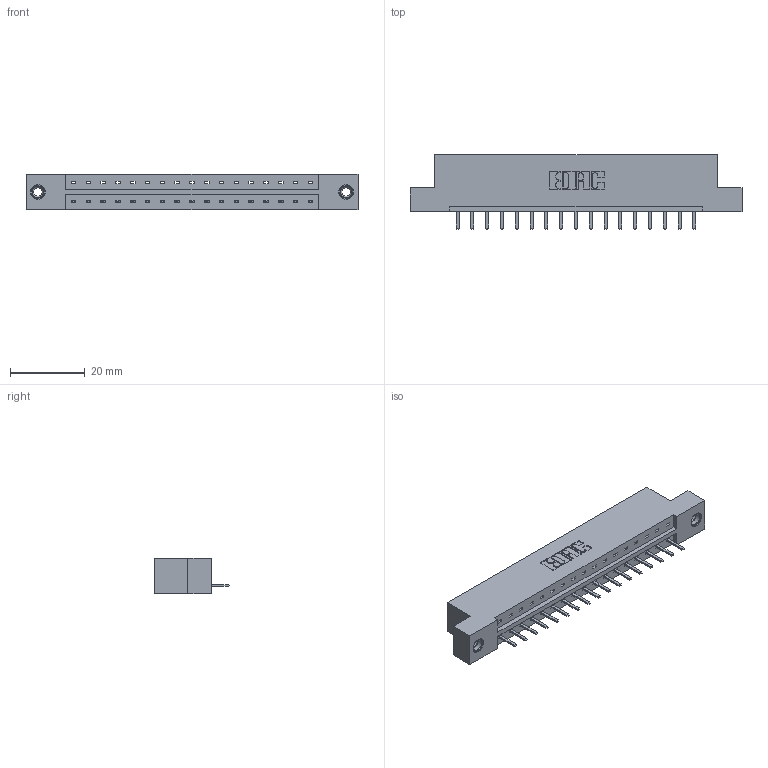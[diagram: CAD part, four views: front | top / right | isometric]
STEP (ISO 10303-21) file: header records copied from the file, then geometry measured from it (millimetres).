
FILE_DESCRIPTION (( 'STEP AP203' ), '1' );
FILE_NAME ('333-017-520-108.STEP', '2019-08-09T11:44:29', ( '' ), ( '' ), 'SwSTEP 2.0', 'SolidWorks 2016', '' );
FILE_SCHEMA (( 'CONFIG_CONTROL_DESIGN' ));
Length unit declared in the file: inch
Products named in the file (4): 345-250-001_345-250-003-102; 333-017-520-108; 333 Part_Flush - .156 Dia - TI; 345-292-001_345-293-120
Assembly tree (20 placements, depth 2):
  333-017-520-108
    333 Part_Flush - .156 Dia - TI
    345-292-001_345-293-120  x17
    345-250-001_345-250-003-102  x2
Bounding box: 88.9 x 20.02 x 9.4 mm (x, y, z)
Volume: 8675.4 mm3; surface area: 9077.3 mm2
Topology: 20 solids, 20 shells, 1228 faces, 3575 edges, 2330 vertices
Faces by surface type: plane 850, cylinder 362, cone 12, torus 4
Entity records: 14926 total; most frequent: CARTESIAN_POINT 2572, ORIENTED_EDGE 2506, DIRECTION 2241, EDGE_CURVE 1253, VECTOR 1101, LINE 1101, VERTEX_POINT 828, AXIS2_PLACEMENT_3D 570
